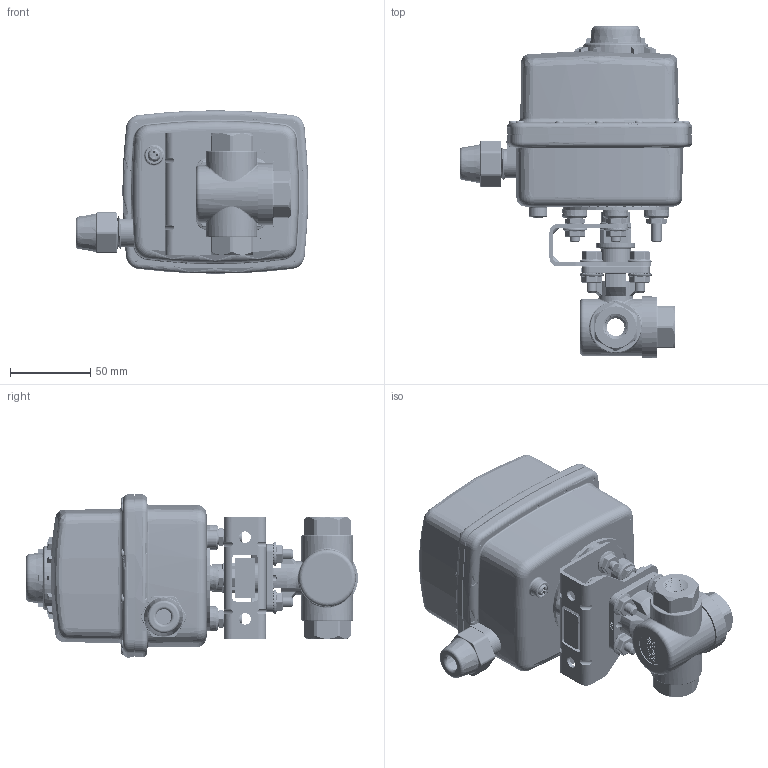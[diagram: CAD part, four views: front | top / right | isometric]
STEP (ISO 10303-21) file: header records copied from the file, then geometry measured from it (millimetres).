
FILE_DESCRIPTION (( 'STEP AP203' ), '1' );
FILE_NAME ('73C23-10D20-P31.STEP', '2020-08-18T13:59:53', ( '' ), ( '' ), 'SwSTEP 2.0', 'SolidWorks 2019', '' );
FILE_SCHEMA (( 'CONFIG_CONTROL_DESIGN' ));
Length unit declared in the file: inch
Products named in the file (29): eh-130; 200-0022_CAP_1; 105-0045; 450-0002; eh3-1003-n; eh3-114; ehpt-1103; 100401; qx-222; 200-0022_Ball Rotated; 405-0024; 101-0002; eh-139; 73C23; 208-0043; 299-0021_Ball rotated; 500-0004; 73C23-10D20-P31; eh-502; eh3-1001-n; 498-3012; 10D20-P31; 398-0331; eh3-135; 100338; eh-157; 200-0022_BODY; 200-0022_CAP_2; eh3-115y_EH3-115Y
Assembly tree (54 placements, depth 5):
  73C23-10D20-P31
    10D20-P31
      498-3012
        eh3-1003-n
        eh3-1001-n
        eh3-114
        eh-130
        eh-139
        eh-157
        ehpt-1103  x14
        eh-502
      100401
        450-0002
      eh3-115y_EH3-115Y
      398-0331
        405-0024
      eh3-135  x4
    73C23
      299-0021_Ball rotated
        200-0022_Ball Rotated
          200-0022_BODY
          200-0022_CAP_1  x2
          200-0022_CAP_2
      105-0045
      100338  x4
      101-0002  x4
      208-0043
      500-0004
    qx-222  x3
    eh-502
Bounding box: 144.43 x 206.5 x 101.6 mm (x, y, z)
Volume: 317369.9 mm3; surface area: 215216.4 mm2
Topology: 40 solids, 54 shells, 6229 faces, 16174 edges, 10028 vertices
Faces by surface type: plane 2165, cylinder 1832, bspline 1002, torus 692, cone 441, sphere 97
Entity records: 131402 total; most frequent: CARTESIAN_POINT 60467, ORIENTED_EDGE 14734, DIRECTION 13432, EDGE_CURVE 7376, AXIS2_PLACEMENT_3D 5357, VERTEX_POINT 4642, EDGE_LOOP 3121, FACE_OUTER_BOUND 2884
